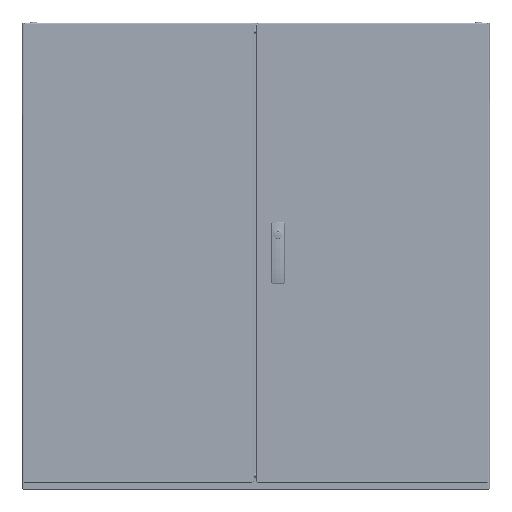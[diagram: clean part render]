
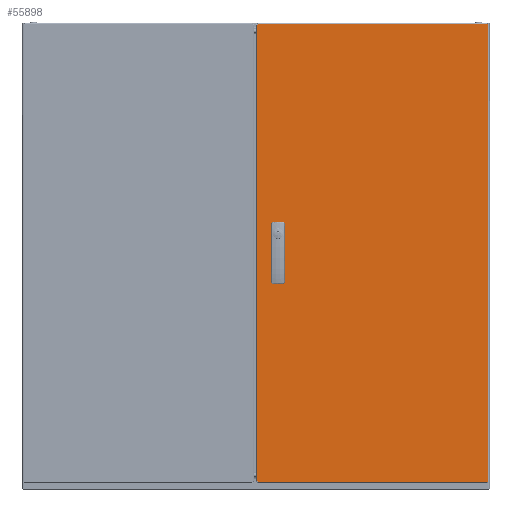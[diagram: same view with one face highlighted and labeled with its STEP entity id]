
A CAD part, top view. The second image highlights one B-rep face of the part: STEP entity #55898.
In plain terms, the highlighted planar face has unit normal (0, 0, 1).
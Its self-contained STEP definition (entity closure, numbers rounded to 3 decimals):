
#678 = AXIS2_PLACEMENT_3D ( 'NONE', #35758, #35737, #35770 ) ;
#4720 = DIRECTION ( 'NONE',  ( 1., 0., 0. ) ) ;
#4721 = DIRECTION ( 'NONE',  ( 0., 0., 1. ) ) ;
#4723 = CARTESIAN_POINT ( 'NONE',  ( -297.75, 588.75, 1.5 ) ) ;
#4724 = DIRECTION ( 'NONE',  ( 1., 0., 0. ) ) ;
#4725 = CARTESIAN_POINT ( 'NONE',  ( -303.45, 587.25, 1.5 ) ) ;
#4727 = DIRECTION ( 'NONE',  ( -1., 0., 0. ) ) ;
#4728 = DIRECTION ( 'NONE',  ( 0., 0., 1. ) ) ;
#4729 = CARTESIAN_POINT ( 'NONE',  ( 297.75, 588.75, 1.5 ) ) ;
#4730 = DIRECTION ( 'NONE',  ( 0., -1., 0. ) ) ;
#4732 = DIRECTION ( 'NONE',  ( -1., 0., 0. ) ) ;
#4734 = CARTESIAN_POINT ( 'NONE',  ( 296.25, 570.25, 1.5 ) ) ;
#4735 = DIRECTION ( 'NONE',  ( 1., 0., 0. ) ) ;
#4736 = DIRECTION ( 'NONE',  ( 0., 0., 1. ) ) ;
#4737 = CARTESIAN_POINT ( 'NONE',  ( 297.75, -588.75, 1.5 ) ) ;
#4738 = DIRECTION ( 'NONE',  ( 0., 1., 0. ) ) ;
#4739 = CARTESIAN_POINT ( 'NONE',  ( -296.25, 570.25, 1.5 ) ) ;
#4741 = DIRECTION ( 'NONE',  ( -1., 0., 0. ) ) ;
#4742 = DIRECTION ( 'NONE',  ( 0., 0., 1. ) ) ;
#4743 = CARTESIAN_POINT ( 'NONE',  ( -297.75, -588.75, 1.5 ) ) ;
#4744 = CARTESIAN_POINT ( 'NONE',  ( -303.45, -587.25, 1.5 ) ) ;
#4745 = DIRECTION ( 'NONE',  ( -1., 0., 0. ) ) ;
#4746 = CARTESIAN_POINT ( 'NONE',  ( -255.85, 75.1, 1.5 ) ) ;
#4748 = DIRECTION ( 'NONE',  ( 0., 1., 0. ) ) ;
#4749 = CARTESIAN_POINT ( 'NONE',  ( -230.65, 75.1, 1.5 ) ) ;
#4751 = DIRECTION ( 'NONE',  ( -1., 0., 0. ) ) ;
#4752 = CARTESIAN_POINT ( 'NONE',  ( -255.85, -24.9, 1.5 ) ) ;
#4753 = DIRECTION ( 'NONE',  ( 0., 1., 0. ) ) ;
#4756 = CARTESIAN_POINT ( 'NONE',  ( -230.65, -75.1, 1.5 ) ) ;
#4757 = DIRECTION ( 'NONE',  ( 1., 0., 0. ) ) ;
#4759 = CARTESIAN_POINT ( 'NONE',  ( -255.85, -75.1, 1.5 ) ) ;
#4760 = DIRECTION ( 'NONE',  ( 1., 0., 0. ) ) ;
#4762 = CARTESIAN_POINT ( 'NONE',  ( -255.85, 24.9, 1.5 ) ) ;
#4763 = DIRECTION ( 'NONE',  ( 0., -1., 0. ) ) ;
#4764 = CARTESIAN_POINT ( 'NONE',  ( -255.85, 75.1, 1.5 ) ) ;
#4766 = DIRECTION ( 'NONE',  ( 0., -1., 0. ) ) ;
#4769 = CARTESIAN_POINT ( 'NONE',  ( -255.85, -75.1, 1.5 ) ) ;
#15174 = CARTESIAN_POINT ( 'NONE',  ( -230.65, -75.1, 1.5 ) ) ;
#15177 = CARTESIAN_POINT ( 'NONE',  ( -230.65, -24.9, 1.5 ) ) ;
#15179 = CARTESIAN_POINT ( 'NONE',  ( -255.85, -75.1, 1.5 ) ) ;
#15182 = CARTESIAN_POINT ( 'NONE',  ( -255.85, -24.9, 1.5 ) ) ;
#15184 = CARTESIAN_POINT ( 'NONE',  ( -255.85, 24.9, 1.5 ) ) ;
#15186 = CARTESIAN_POINT ( 'NONE',  ( 295.152, 587.25, 1.5 ) ) ;
#15188 = CARTESIAN_POINT ( 'NONE',  ( 296.25, 586.152, 1.5 ) ) ;
#15189 = CARTESIAN_POINT ( 'NONE',  ( 296.25, -586.152, 1.5 ) ) ;
#15191 = CARTESIAN_POINT ( 'NONE',  ( 295.152, -587.25, 1.5 ) ) ;
#15193 = CARTESIAN_POINT ( 'NONE',  ( -295.152, -587.25, 1.5 ) ) ;
#15195 = CARTESIAN_POINT ( 'NONE',  ( -296.25, 586.152, 1.5 ) ) ;
#15196 = CARTESIAN_POINT ( 'NONE',  ( -296.25, -586.152, 1.5 ) ) ;
#15198 = CARTESIAN_POINT ( 'NONE',  ( -230.65, 75.1, 1.5 ) ) ;
#15200 = CARTESIAN_POINT ( 'NONE',  ( -255.85, 75.1, 1.5 ) ) ;
#15202 = CARTESIAN_POINT ( 'NONE',  ( -230.65, 24.9, 1.5 ) ) ;
#15204 = CARTESIAN_POINT ( 'NONE',  ( -295.152, 587.25, 1.5 ) ) ;
#17723 = VERTEX_POINT ( 'NONE', #15204 ) ;
#17724 = VERTEX_POINT ( 'NONE', #15202 ) ;
#17726 = VERTEX_POINT ( 'NONE', #15200 ) ;
#17728 = VERTEX_POINT ( 'NONE', #15198 ) ;
#17729 = VERTEX_POINT ( 'NONE', #15196 ) ;
#17730 = VERTEX_POINT ( 'NONE', #15195 ) ;
#17731 = VERTEX_POINT ( 'NONE', #15193 ) ;
#17732 = VERTEX_POINT ( 'NONE', #15191 ) ;
#17734 = VERTEX_POINT ( 'NONE', #15189 ) ;
#17735 = VERTEX_POINT ( 'NONE', #15188 ) ;
#17736 = VERTEX_POINT ( 'NONE', #15186 ) ;
#17738 = VERTEX_POINT ( 'NONE', #15184 ) ;
#17740 = VERTEX_POINT ( 'NONE', #15182 ) ;
#17742 = VERTEX_POINT ( 'NONE', #15179 ) ;
#17744 = VERTEX_POINT ( 'NONE', #15177 ) ;
#17748 = VERTEX_POINT ( 'NONE', #15174 ) ;
#19793 = VECTOR ( 'NONE', #4757, 1000. ) ;
#19842 = VECTOR ( 'NONE', #4760, 1000. ) ;
#19850 = VECTOR ( 'NONE', #4766, 1000. ) ;
#19859 = LINE ( 'NONE', #4769, #19850 ) ;
#19863 = LINE ( 'NONE', #4759, #19793 ) ;
#19867 = LINE ( 'NONE', #4764, #19872 ) ;
#19872 = VECTOR ( 'NONE', #4763, 1000. ) ;
#19876 = LINE ( 'NONE', #4762, #19842 ) ;
#19880 = LINE ( 'NONE', #4752, #19907 ) ;
#19885 = VECTOR ( 'NONE', #4738, 1000. ) ;
#19889 = VECTOR ( 'NONE', #4753, 1000. ) ;
#19894 = LINE ( 'NONE', #4756, #19889 ) ;
#19897 = LINE ( 'NONE', #4739, #19885 ) ;
#19902 = VECTOR ( 'NONE', #4724, 1000. ) ;
#19907 = VECTOR ( 'NONE', #4751, 1000. ) ;
#19910 = LINE ( 'NONE', #4749, #19915 ) ;
#19915 = VECTOR ( 'NONE', #4748, 1000. ) ;
#19919 = LINE ( 'NONE', #4746, #19924 ) ;
#19924 = VECTOR ( 'NONE', #4745, 1000. ) ;
#19928 = VECTOR ( 'NONE', #4732, 1000. ) ;
#19940 = CIRCLE ( 'NONE', #48314, 3. ) ;
#19945 = LINE ( 'NONE', #4734, #19961 ) ;
#19952 = LINE ( 'NONE', #4744, #19928 ) ;
#19957 = CIRCLE ( 'NONE', #48328, 3. ) ;
#19961 = VECTOR ( 'NONE', #4730, 1000. ) ;
#19965 = LINE ( 'NONE', #4725, #19902 ) ;
#19980 = CIRCLE ( 'NONE', #48330, 3. ) ;
#19998 = CIRCLE ( 'NONE', #48325, 3. ) ;
#24808 = EDGE_CURVE ( 'NONE', #17740, #17742, #19859, .T. ) ;
#24810 = EDGE_CURVE ( 'NONE', #17726, #17738, #19867, .T. ) ;
#24811 = EDGE_CURVE ( 'NONE', #17738, #17724, #19876, .T. ) ;
#24814 = EDGE_CURVE ( 'NONE', #17742, #17748, #19863, .T. ) ;
#24815 = EDGE_CURVE ( 'NONE', #17748, #17744, #19894, .T. ) ;
#24817 = EDGE_CURVE ( 'NONE', #17744, #17740, #19880, .T. ) ;
#24819 = EDGE_CURVE ( 'NONE', #17724, #17728, #19910, .T. ) ;
#24821 = EDGE_CURVE ( 'NONE', #17728, #17726, #19919, .T. ) ;
#24824 = EDGE_CURVE ( 'NONE', #17731, #17729, #19940, .T. ) ;
#24825 = EDGE_CURVE ( 'NONE', #17729, #17730, #19897, .T. ) ;
#24827 = EDGE_CURVE ( 'NONE', #17734, #17732, #19957, .T. ) ;
#24828 = EDGE_CURVE ( 'NONE', #17732, #17731, #19952, .T. ) ;
#24829 = EDGE_CURVE ( 'NONE', #17735, #17734, #19945, .T. ) ;
#24832 = EDGE_CURVE ( 'NONE', #17736, #17735, #19980, .T. ) ;
#24833 = EDGE_CURVE ( 'NONE', #17723, #17736, #19965, .T. ) ;
#24834 = EDGE_CURVE ( 'NONE', #17730, #17723, #19998, .T. ) ;
#27920 = FACE_BOUND ( 'NONE', #88057, .T. ) ;
#27936 = FACE_BOUND ( 'NONE', #88044, .T. ) ;
#27942 = FACE_OUTER_BOUND ( 'NONE', #88041, .T. ) ;
#34737 = ORIENTED_EDGE ( 'NONE', *, *, #24834, .F. ) ;
#34738 = ORIENTED_EDGE ( 'NONE', *, *, #24833, .F. ) ;
#34739 = ORIENTED_EDGE ( 'NONE', *, *, #24832, .F. ) ;
#34740 = ORIENTED_EDGE ( 'NONE', *, *, #24829, .F. ) ;
#34741 = ORIENTED_EDGE ( 'NONE', *, *, #24827, .F. ) ;
#34742 = ORIENTED_EDGE ( 'NONE', *, *, #24828, .F. ) ;
#34743 = ORIENTED_EDGE ( 'NONE', *, *, #24824, .F. ) ;
#34744 = ORIENTED_EDGE ( 'NONE', *, *, #24825, .F. ) ;
#34745 = ORIENTED_EDGE ( 'NONE', *, *, #24819, .F. ) ;
#34746 = ORIENTED_EDGE ( 'NONE', *, *, #24821, .F. ) ;
#34747 = ORIENTED_EDGE ( 'NONE', *, *, #24810, .F. ) ;
#34748 = ORIENTED_EDGE ( 'NONE', *, *, #24811, .F. ) ;
#34749 = ORIENTED_EDGE ( 'NONE', *, *, #24817, .F. ) ;
#34750 = ORIENTED_EDGE ( 'NONE', *, *, #24808, .F. ) ;
#34751 = ORIENTED_EDGE ( 'NONE', *, *, #24814, .F. ) ;
#34752 = ORIENTED_EDGE ( 'NONE', *, *, #24815, .F. ) ;
#35737 = DIRECTION ( 'NONE',  ( 0., 0., -1. ) ) ;
#35744 = PLANE ( 'NONE',  #678 ) ;
#35758 = CARTESIAN_POINT ( 'NONE',  ( -303.45, 570.25, 1.5 ) ) ;
#35770 = DIRECTION ( 'NONE',  ( -1., 0., 0. ) ) ;
#48314 = AXIS2_PLACEMENT_3D ( 'NONE', #4743, #4742, #4741 ) ;
#48325 = AXIS2_PLACEMENT_3D ( 'NONE', #4723, #4721, #4720 ) ;
#48328 = AXIS2_PLACEMENT_3D ( 'NONE', #4737, #4736, #4735 ) ;
#48330 = AXIS2_PLACEMENT_3D ( 'NONE', #4729, #4728, #4727 ) ;
#55898 = ADVANCED_FACE ( 'NONE', ( #27920, #27936, #27942 ), #35744, .F. ) ;
#88041 = EDGE_LOOP ( 'NONE', ( #34744, #34743, #34742, #34741, #34740, #34739, #34738, #34737 ) ) ;
#88044 = EDGE_LOOP ( 'NONE', ( #34748, #34747, #34746, #34745 ) ) ;
#88057 = EDGE_LOOP ( 'NONE', ( #34752, #34751, #34750, #34749 ) ) ;
